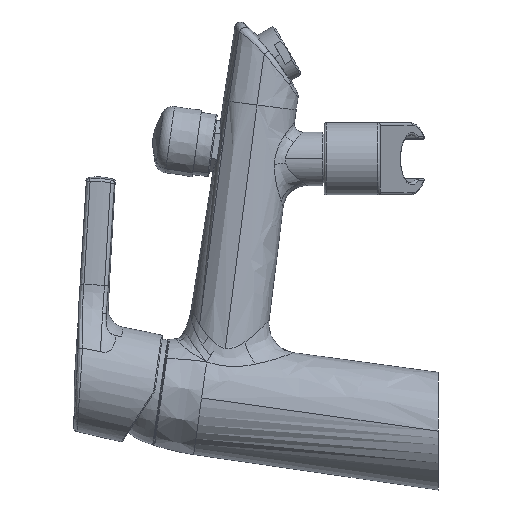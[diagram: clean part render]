
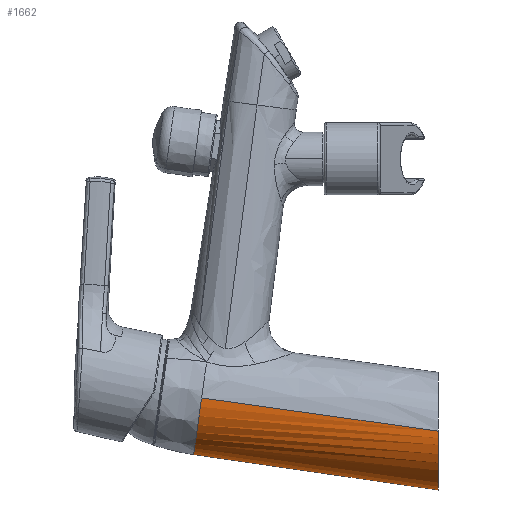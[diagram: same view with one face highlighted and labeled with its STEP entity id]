
A CAD part, left-side view. The second image highlights one B-rep face of the part: STEP entity #1662.
In plain terms, the highlighted free-form (B-spline) face has degree [1, 3] with [2, 4] control points.
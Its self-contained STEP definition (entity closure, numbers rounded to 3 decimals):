
#123 = CARTESIAN_POINT ( 'NONE',  ( 0., 105.093, -10.049 ) ) ;
#460 = CARTESIAN_POINT ( 'NONE',  ( -8.086, 0., -23.95 ) ) ;
#527 = CARTESIAN_POINT ( 'NONE',  ( -21.297, 0., -13.302 ) ) ;
#933 = ORIENTED_EDGE ( 'NONE', *, *, #19078, .T. ) ;
#1662 = ADVANCED_FACE ( 'NONE', ( #16241 ), #19818, .F. ) ;
#1723 = CARTESIAN_POINT ( 'NONE',  ( -25.048, -2.075, -15.109 ) ) ;
#2056 = CARTESIAN_POINT ( 'NONE',  ( -11.151, 0., -22.706 ) ) ;
#2073 = ORIENTED_EDGE ( 'NONE', *, *, #14099, .T. ) ;
#2131 = CARTESIAN_POINT ( 'NONE',  ( -21.918, 0., -12.229 ) ) ;
#2743 = EDGE_CURVE ( 'NONE', #8817, #14954, #10355, .T. ) ;
#2806 = CARTESIAN_POINT ( 'NONE',  ( -24.577, 103.676, 0.032 ) ) ;
#3308 = CARTESIAN_POINT ( 'NONE',  ( 0., -0.631, -25.383 ) ) ;
#3645 = CARTESIAN_POINT ( 'NONE',  ( -14.294, 0., -20.768 ) ) ;
#3714 = CARTESIAN_POINT ( 'NONE',  ( -23.184, 0., -9.648 ) ) ;
#3986 =( BOUNDED_CURVE ( )  B_SPLINE_CURVE ( 3, ( #13832, #2806, #16982, #7588 ),
 .UNSPECIFIED., .F., .F. ) 
 B_SPLINE_CURVE_WITH_KNOTS ( ( 4, 4 ),
 ( 0.305, 1. ),
 .UNSPECIFIED. ) 
 CURVE ( )  GEOMETRIC_REPRESENTATION_ITEM ( )  RATIONAL_B_SPLINE_CURVE ( ( 1., 0.805, 0.805, 1. ) ) 
 REPRESENTATION_ITEM ( '' )  );
#4786 = EDGE_LOOP ( 'NONE', ( #5697, #15938, #933, #2073 ) ) ;
#4918 = VERTEX_POINT ( 'NONE', #12190 ) ;
#5054 = CARTESIAN_POINT ( 'NONE',  ( -25.03, 0., 0. ) ) ;
#5241 = CARTESIAN_POINT ( 'NONE',  ( -15.291, 0., -20.03 ) ) ;
#5315 = CARTESIAN_POINT ( 'NONE',  ( -24.201, 0., -6.519 ) ) ;
#5697 = ORIENTED_EDGE ( 'NONE', *, *, #2743, .F. ) ;
#6654 = CARTESIAN_POINT ( 'NONE',  ( -24.577, 101.673, 14.289 ) ) ;
#6702 = CARTESIAN_POINT ( 'NONE',  ( 0., 0., -25.291 ) ) ;
#6836 = CARTESIAN_POINT ( 'NONE',  ( -16.572, 0., -18.976 ) ) ;
#6912 = CARTESIAN_POINT ( 'NONE',  ( -24.875, 0., -3.275 ) ) ;
#7588 = CARTESIAN_POINT ( 'NONE',  ( 0., 105.093, -10.049 ) ) ;
#8009 = CARTESIAN_POINT ( 'NONE',  ( -24.577, 103.676, 0.032 ) ) ;
#8272 = CARTESIAN_POINT ( 'NONE',  ( -1.663, 0., -25.291 ) ) ;
#8347 = CARTESIAN_POINT ( 'NONE',  ( -3.298, 0., -25.126 ) ) ;
#8416 = CARTESIAN_POINT ( 'NONE',  ( -18.905, 0., -16.663 ) ) ;
#8478 = CARTESIAN_POINT ( 'NONE',  ( -25.03, 0., 0. ) ) ;
#8817 = VERTEX_POINT ( 'NONE', #16314 ) ;
#9498 = VECTOR ( 'NONE', #16318, 1000. ) ;
#9578 = CARTESIAN_POINT ( 'NONE',  ( -14.397, 105.093, -10.049 ) ) ;
#9903 = CARTESIAN_POINT ( 'NONE',  ( -6.506, 0., -24.437 ) ) ;
#9973 = CARTESIAN_POINT ( 'NONE',  ( -21.077, 0., -13.655 ) ) ;
#10355 = B_SPLINE_CURVE_WITH_KNOTS ( 'NONE', 1,
 ( #6654, #5054 ),
 .UNSPECIFIED., .F., .F.,
 ( 2, 2 ),
 ( 0.16, 0.922 ),
 .UNSPECIFIED. ) ;
#11101 = CARTESIAN_POINT ( 'NONE',  ( -24.577, 101.673, 14.289 ) ) ;
#11153 = CARTESIAN_POINT ( 'NONE',  ( -25.048, -4.117, -0.579 ) ) ;
#11497 = CARTESIAN_POINT ( 'NONE',  ( -8.871, 0., -23.665 ) ) ;
#11568 = CARTESIAN_POINT ( 'NONE',  ( -21.717, 0., -12.589 ) ) ;
#11585 = CARTESIAN_POINT ( 'NONE',  ( 0., 52.546, -17.67 ) ) ;
#12190 = CARTESIAN_POINT ( 'NONE',  ( 0., 0., -25.291 ) ) ;
#12747 = CARTESIAN_POINT ( 'NONE',  ( -14.673, -0.631, -25.383 ) ) ;
#13088 = CARTESIAN_POINT ( 'NONE',  ( -12.591, 0., -21.923 ) ) ;
#13154 = CARTESIAN_POINT ( 'NONE',  ( -22.492, 0., -11.136 ) ) ;
#13245 = VERTEX_POINT ( 'NONE', #13695 ) ;
#13695 = CARTESIAN_POINT ( 'NONE',  ( 0., 105.093, -10.049 ) ) ;
#13709 = LINE ( 'NONE', #11585, #9498 ) ;
#13717 = CARTESIAN_POINT ( 'NONE',  ( -25.03, 0., 0. ) ) ;
#13832 = CARTESIAN_POINT ( 'NONE',  ( -24.577, 101.673, 14.289 ) ) ;
#14099 = EDGE_CURVE ( 'NONE', #4918, #14954, #17582, .T. ) ;
#14651 = CARTESIAN_POINT ( 'NONE',  ( -14.63, 0., -20.528 ) ) ;
#14725 = CARTESIAN_POINT ( 'NONE',  ( -23.729, 0., -8.099 ) ) ;
#14954 = VERTEX_POINT ( 'NONE', #13717 ) ;
#15938 = ORIENTED_EDGE ( 'NONE', *, *, #19442, .T. ) ;
#16237 = CARTESIAN_POINT ( 'NONE',  ( -15.618, 0., -19.772 ) ) ;
#16241 = FACE_OUTER_BOUND ( 'NONE', #4786, .T. ) ;
#16303 = CARTESIAN_POINT ( 'NONE',  ( -24.4, 0., -5.71 ) ) ;
#16314 = CARTESIAN_POINT ( 'NONE',  ( -24.577, 101.673, 14.289 ) ) ;
#16318 = DIRECTION ( 'NONE',  ( 0., -0.99, -0.144 ) ) ;
#16982 = CARTESIAN_POINT ( 'NONE',  ( -14.397, 105.093, -10.049 ) ) ;
#17582 = B_SPLINE_CURVE_WITH_KNOTS ( 'NONE', 3,
 ( #6702, #8272, #8347, #19347, #9903, #460, #11497, #2056, #13088, #3645, #14651, #5241, #16237, #6836, #17818, #8416, #19423, #9973, #527, #11568, #2131, #13154, #3714, #14725, #5315, #16303, #6912, #17890, #8478 ),
 .UNSPECIFIED., .F., .F.,
 ( 4, 2, 2, 2, 2, 2, 2, 2, 2, 2, 2, 1, 2, 2, 4 ),
 ( 0., 0.005, 0.007, 0.01, 0.015, 0.016, 0.017, 0.02, 0.025, 0.026, 0.027, 0.03, 0.032, 0.034, 0.039 ),
 .UNSPECIFIED. ) ;
#17818 = CARTESIAN_POINT ( 'NONE',  ( -17.178, 0., -18.417 ) ) ;
#17890 = CARTESIAN_POINT ( 'NONE',  ( -25.031, 0., -1.642 ) ) ;
#19078 = EDGE_CURVE ( 'NONE', #13245, #4918, #13709, .T. ) ;
#19347 = CARTESIAN_POINT ( 'NONE',  ( -5.709, 0., -24.639 ) ) ;
#19423 = CARTESIAN_POINT ( 'NONE',  ( -19.938, 0., -15.386 ) ) ;
#19442 = EDGE_CURVE ( 'NONE', #8817, #13245, #3986, .T. ) ;
#19818 =( BOUNDED_SURFACE ( )  B_SPLINE_SURFACE ( 1, 3, ( 
 ( #11101, #8009, #9578, #123 ),
 ( #11153, #1723, #12747, #3308 ) ),
 .UNSPECIFIED., .F., .F., .F. ) 
 B_SPLINE_SURFACE_WITH_KNOTS ( ( 2, 2 ),
 ( 4, 4 ),
 ( 0.16, 0.953 ),
 ( 0., 1. ),
 .UNSPECIFIED. ) 
 GEOMETRIC_REPRESENTATION_ITEM ( )  RATIONAL_B_SPLINE_SURFACE ( (
 ( 1., 0.805, 0.805, 1.),
 ( 1., 0.805, 0.805, 1.) ) ) 
 REPRESENTATION_ITEM ( '' )  SURFACE ( )  );
